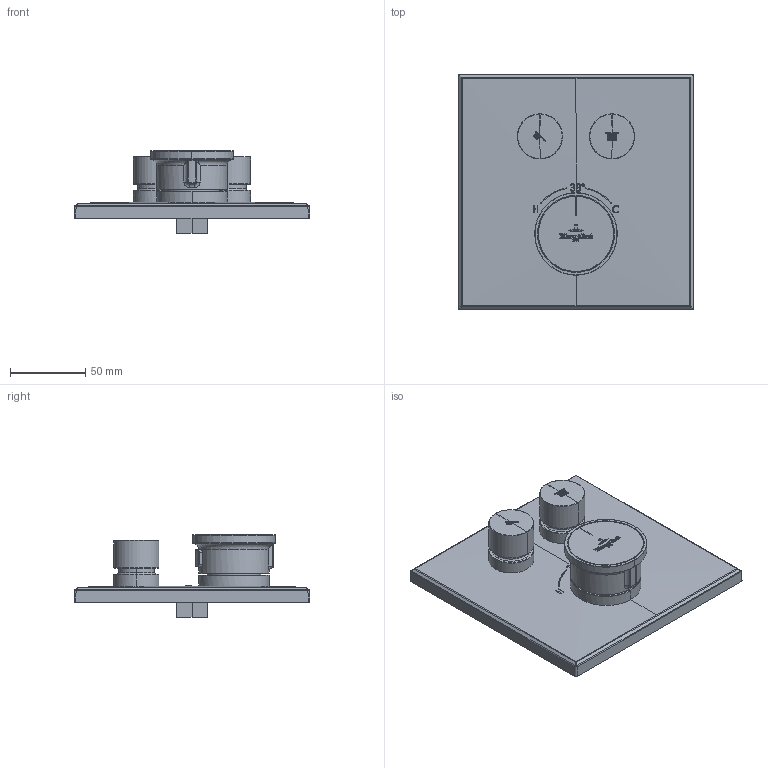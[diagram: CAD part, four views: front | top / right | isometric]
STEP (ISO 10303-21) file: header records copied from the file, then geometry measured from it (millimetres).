
FILE_DESCRIPTION((''),'2;1');
FILE_NAME('TVS117002000_3DPL','2025-07-02T11:30:27',('MaiP'),(''),'CREO PARAMETRIC BY PTC INC, 2024253','CREO PARAMETRIC BY PTC INC, 2024253','');
FILE_SCHEMA(('AP242_MANAGED_MODEL_BASED_3D_ENGINEERING_MIM_LF { 1 0 10303 442 1 1 4 }'));
Length unit declared in the file: millimetre
Products named in the file (1): TVS117002000_3DPL
Bounding box: 157 x 157 x 54.87 mm (x, y, z)
Volume: 355974.7 mm3; surface area: 71157 mm2
Topology: 1 solids, 4 shells, 1063 faces, 2662 edges, 1750 vertices
Faces by surface type: extrusion 536, plane 341, cylinder 105, torus 35, bspline 27, sphere 17, cone 2
Entity records: 49149 total; most frequent: CARTESIAN_POINT 16522, ORIENTED_EDGE 5300, DIRECTION 3222, EDGE_CURVE 2656, VERTEX_POINT 1750, B_SPLINE_CURVE_WITH_KNOTS 1747, VECTOR 1744, FILL_AREA_STYLE_COLOUR 1262
